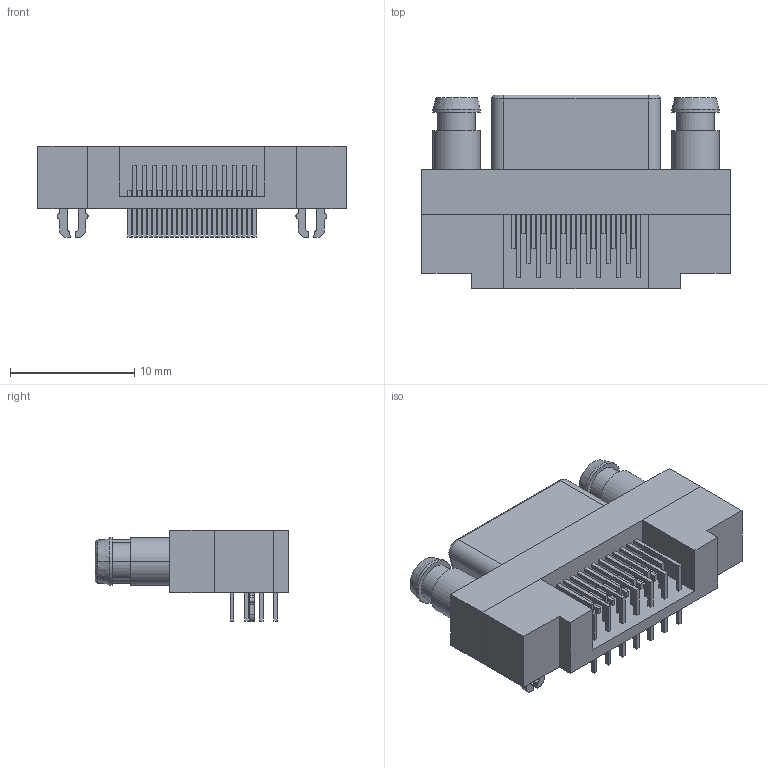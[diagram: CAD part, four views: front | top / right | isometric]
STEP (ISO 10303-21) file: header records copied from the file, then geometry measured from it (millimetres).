
FILE_DESCRIPTION((''),'2;1');
FILE_NAME('3M_12226-5150-00FR.stp','2014-12-17T12:08:34',(''),(''),'Mechanical Desktop 2011','Mechanical Desktop 2011',', , ');
FILE_SCHEMA(('AUTOMOTIVE_DESIGN { 1 2 10303 214 1 1 1 1 }'));
Length unit declared in the file: millimetre
Products named in the file (1): Product
Bounding box: 24.8 x 15.55 x 7.32 mm (x, y, z)
Volume: 1207.7 mm3; surface area: 2388.4 mm2
Topology: 88 solids, 88 shells, 663 faces, 1423 edges, 942 vertices
Faces by surface type: bspline 401, plane 204, cylinder 50, torus 4, cone 4
Entity records: 17590 total; most frequent: CARTESIAN_POINT 4232, ORIENTED_EDGE 2846, DIRECTION 2053, EDGE_CURVE 1423, VECTOR 1319, LINE 1319, VERTEX_POINT 942, EDGE_LOOP 671
